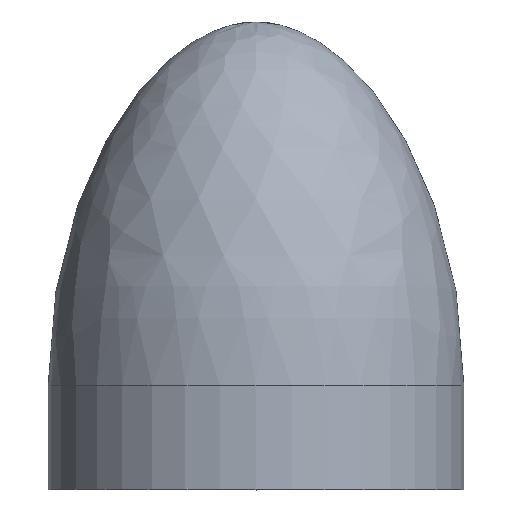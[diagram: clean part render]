
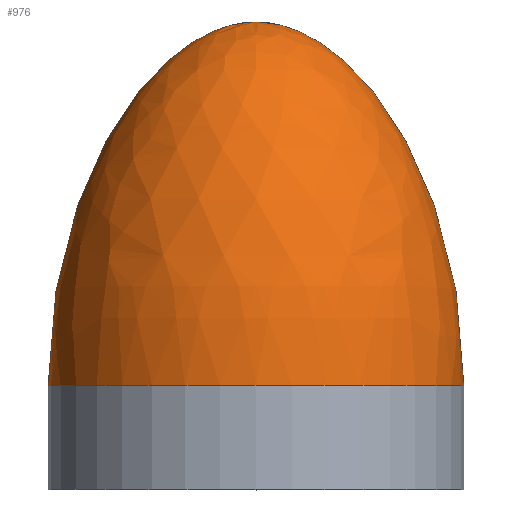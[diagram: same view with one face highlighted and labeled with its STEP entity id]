
A CAD part, top view. The second image highlights one B-rep face of the part: STEP entity #976.
In plain terms, the highlighted free-form (B-spline) face has degree [3, 3] with [4, 4] control points.
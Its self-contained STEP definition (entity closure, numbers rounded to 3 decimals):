
#5 = FACE_OUTER_BOUND ( 'NONE', #62, .T. ) ;
#62 = EDGE_LOOP ( 'NONE', ( #550, #854, #743 ) ) ;
#142 = AXIS2_PLACEMENT_3D ( 'NONE', #199, #880, #295 ) ;
#189 = CARTESIAN_POINT ( 'NONE',  ( 20., 30.026, 0. ) ) ;
#199 = CARTESIAN_POINT ( 'NONE',  ( 0., 10., 0. ) ) ;
#245 = CARTESIAN_POINT ( 'NONE',  ( -20., 10., 0. ) ) ;
#254 = CARTESIAN_POINT ( 'NONE',  ( 0., 45., 0. ) ) ;
#295 = DIRECTION ( 'NONE',  ( -1., 0., 0. ) ) ;
#345 = CARTESIAN_POINT ( 'NONE',  ( 9.513, 45., 0. ) ) ;
#419 = B_SPLINE_CURVE_WITH_KNOTS ( 'NONE', 3,
 ( #245, #444, #1226, #544 ),
 .UNSPECIFIED., .F., .F.,
 ( 4, 4 ),
 ( 0., 1. ),
 .UNSPECIFIED. ) ;
#444 = CARTESIAN_POINT ( 'NONE',  ( -20., 30.026, 0. ) ) ;
#452 = CARTESIAN_POINT ( 'NONE',  ( 0., 45., 0. ) ) ;
#541 = CARTESIAN_POINT ( 'NONE',  ( 0., 45., 0. ) ) ;
#544 = CARTESIAN_POINT ( 'NONE',  ( 0., 45., 0. ) ) ;
#546 = VERTEX_POINT ( 'NONE', #977 ) ;
#549 = CARTESIAN_POINT ( 'NONE',  ( 9.513, 45., 19.025 ) ) ;
#550 = ORIENTED_EDGE ( 'NONE', *, *, #656, .T. ) ;
#581 = CARTESIAN_POINT ( 'NONE',  ( 9.513, 45., 0. ) ) ;
#597 = B_SPLINE_CURVE_WITH_KNOTS ( 'NONE', 3,
 ( #980, #189, #581, #987 ),
 .UNSPECIFIED., .F., .F.,
 ( 4, 4 ),
 ( 0., 1. ),
 .UNSPECIFIED. ) ;
#601 = VERTEX_POINT ( 'NONE', #1178 ) ;
#641 = CARTESIAN_POINT ( 'NONE',  ( -20., 30.026, 0. ) ) ;
#656 = EDGE_CURVE ( 'NONE', #546, #748, #597, .T. ) ;
#723 = CARTESIAN_POINT ( 'NONE',  ( -9.513, 45., 19.025 ) ) ;
#730 = CARTESIAN_POINT ( 'NONE',  ( -20., 10., 0. ) ) ;
#743 = ORIENTED_EDGE ( 'NONE', *, *, #1243, .T. ) ;
#748 = VERTEX_POINT ( 'NONE', #1100 ) ;
#835 = CARTESIAN_POINT ( 'NONE',  ( 20., 10., 40. ) ) ;
#841 = CARTESIAN_POINT ( 'NONE',  ( -9.513, 45., 0. ) ) ;
#854 = ORIENTED_EDGE ( 'NONE', *, *, #1005, .F. ) ;
#880 = DIRECTION ( 'NONE',  ( 0., 1., 0. ) ) ;
#926 = CARTESIAN_POINT ( 'NONE',  ( -20., 10., 40. ) ) ;
#935 = CARTESIAN_POINT ( 'NONE',  ( 20., 30.026, 0. ) ) ;
#943 = CARTESIAN_POINT ( 'NONE',  ( -20., 30.026, 40. ) ) ;
#976 = ADVANCED_FACE ( 'NONE', ( #5 ), #1224, .T. ) ;
#977 = CARTESIAN_POINT ( 'NONE',  ( 20., 10., 0. ) ) ;
#980 = CARTESIAN_POINT ( 'NONE',  ( 20., 10., 0. ) ) ;
#987 = CARTESIAN_POINT ( 'NONE',  ( 0., 45., 0. ) ) ;
#988 = CIRCLE ( 'NONE', #142, 20. ) ;
#1005 = EDGE_CURVE ( 'NONE', #601, #748, #419, .T. ) ;
#1031 = CARTESIAN_POINT ( 'NONE',  ( 0., 45., 0. ) ) ;
#1047 = CARTESIAN_POINT ( 'NONE',  ( 20., 30.026, 40. ) ) ;
#1100 = CARTESIAN_POINT ( 'NONE',  ( 0., 45., 0. ) ) ;
#1116 = CARTESIAN_POINT ( 'NONE',  ( 20., 10., 0. ) ) ;
#1178 = CARTESIAN_POINT ( 'NONE',  ( -20., 10., 0. ) ) ;
#1224 =( BOUNDED_SURFACE ( )  B_SPLINE_SURFACE ( 3, 3, ( 
 ( #452, #254, #1031, #541 ),
 ( #841, #723, #549, #345 ),
 ( #641, #943, #1047, #935 ),
 ( #730, #926, #835, #1116 ) ),
 .UNSPECIFIED., .F., .F., .F. ) 
 B_SPLINE_SURFACE_WITH_KNOTS ( ( 4, 4 ),
 ( 4, 4 ),
 ( 0., 0.993 ),
 ( 0., 1. ),
 .UNSPECIFIED. ) 
 GEOMETRIC_REPRESENTATION_ITEM ( )  RATIONAL_B_SPLINE_SURFACE ( (
 ( 1., 0.333, 0.333, 1.),
 ( 1., 0.333, 0.333, 1.),
 ( 1., 0.333, 0.333, 1.),
 ( 1., 0.333, 0.333, 1.) ) ) 
 REPRESENTATION_ITEM ( '' )  SURFACE ( )  );
#1226 = CARTESIAN_POINT ( 'NONE',  ( -9.513, 45., 0. ) ) ;
#1243 = EDGE_CURVE ( 'NONE', #601, #546, #988, .T. ) ;
